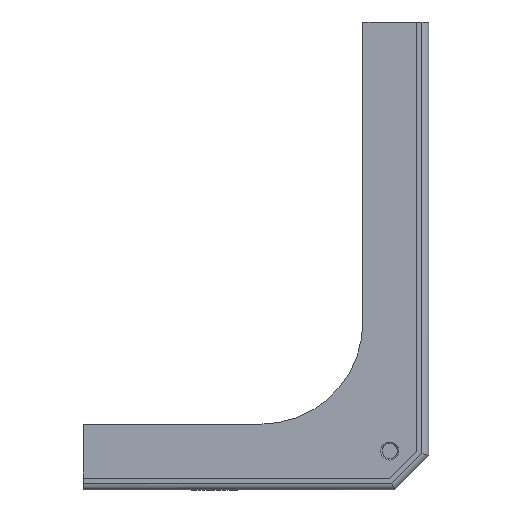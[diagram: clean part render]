
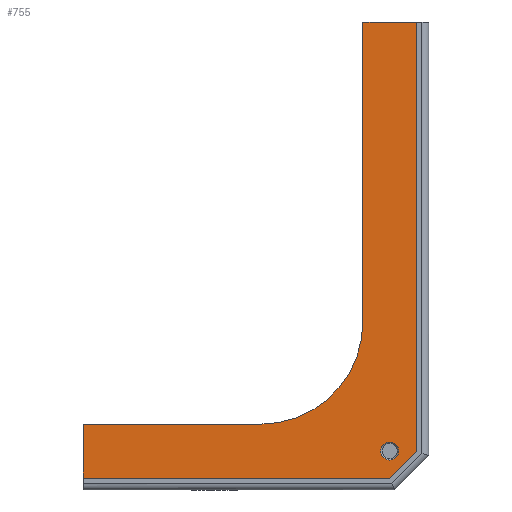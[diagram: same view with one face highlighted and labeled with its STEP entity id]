
A CAD part, left-side view. The second image highlights one B-rep face of the part: STEP entity #755.
In plain terms, the highlighted planar face has unit normal (-1, 0, 0).
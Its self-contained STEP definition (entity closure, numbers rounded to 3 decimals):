
#21=FACE_BOUND('',#127,.T.);
#40=PLANE('',#827);
#81=FACE_OUTER_BOUND('',#126,.T.);
#126=EDGE_LOOP('',(#670,#671,#672,#673,#674,#675,#676,#677));
#127=EDGE_LOOP('',(#678));
#148=CIRCLE('',#791,30.);
#164=CIRCLE('',#825,2.65);
#182=LINE('',#1105,#260);
#194=LINE('',#1137,#272);
#203=LINE('',#1158,#281);
#236=LINE('',#1257,#314);
#237=LINE('',#1259,#315);
#238=LINE('',#1261,#316);
#239=LINE('',#1262,#317);
#260=VECTOR('',#880,10.);
#272=VECTOR('',#908,10.);
#281=VECTOR('',#927,10.);
#314=VECTOR('',#1030,10.);
#315=VECTOR('',#1031,10.);
#316=VECTOR('',#1032,10.);
#317=VECTOR('',#1033,10.);
#337=VERTEX_POINT('',#1102);
#338=VERTEX_POINT('',#1104);
#349=VERTEX_POINT('',#1134);
#350=VERTEX_POINT('',#1136);
#356=VERTEX_POINT('',#1151);
#357=VERTEX_POINT('',#1153);
#387=VERTEX_POINT('',#1251);
#389=VERTEX_POINT('',#1258);
#390=VERTEX_POINT('',#1260);
#412=EDGE_CURVE('',#337,#338,#182,.T.);
#428=EDGE_CURVE('',#350,#349,#194,.T.);
#436=EDGE_CURVE('',#356,#357,#148,.T.);
#439=EDGE_CURVE('',#356,#338,#203,.T.);
#486=EDGE_CURVE('',#387,#387,#164,.T.);
#489=EDGE_CURVE('',#349,#357,#236,.T.);
#490=EDGE_CURVE('',#337,#389,#237,.T.);
#491=EDGE_CURVE('',#389,#390,#238,.T.);
#492=EDGE_CURVE('',#390,#350,#239,.T.);
#670=ORIENTED_EDGE('',*,*,#428,.T.);
#671=ORIENTED_EDGE('',*,*,#489,.T.);
#672=ORIENTED_EDGE('',*,*,#436,.F.);
#673=ORIENTED_EDGE('',*,*,#439,.T.);
#674=ORIENTED_EDGE('',*,*,#412,.F.);
#675=ORIENTED_EDGE('',*,*,#490,.T.);
#676=ORIENTED_EDGE('',*,*,#491,.T.);
#677=ORIENTED_EDGE('',*,*,#492,.T.);
#678=ORIENTED_EDGE('',*,*,#486,.F.);
#755=ADVANCED_FACE('',(#81,#21),#40,.T.);
#791=AXIS2_PLACEMENT_3D('',#1154,#921,#922);
#825=AXIS2_PLACEMENT_3D('',#1252,#1023,#1024);
#827=AXIS2_PLACEMENT_3D('',#1256,#1028,#1029);
#880=DIRECTION('',(0.,0.,1.));
#908=DIRECTION('',(0.,1.,0.));
#921=DIRECTION('center_axis',(-1.,0.,0.));
#922=DIRECTION('ref_axis',(0.,-0.707,-0.707));
#927=DIRECTION('',(0.,1.,0.));
#1023=DIRECTION('center_axis',(-1.,0.,0.));
#1024=DIRECTION('ref_axis',(0.,0.,-1.));
#1028=DIRECTION('center_axis',(-1.,0.,0.));
#1029=DIRECTION('ref_axis',(0.,0.,1.));
#1030=DIRECTION('',(0.,0.,-1.));
#1031=DIRECTION('',(0.,-1.,0.));
#1032=DIRECTION('',(0.,-0.707,0.707));
#1033=DIRECTION('',(0.,0.,1.));
#1102=CARTESIAN_POINT('',(395.603,601.592,3.5));
#1104=CARTESIAN_POINT('',(395.603,601.592,19.363));
#1105=CARTESIAN_POINT('',(395.603,601.592,98.581));
#1134=CARTESIAN_POINT('',(395.601,519.356,137.641));
#1136=CARTESIAN_POINT('',(395.6,503.493,137.64));
#1137=CARTESIAN_POINT('',(395.602,560.477,137.644));
#1151=CARTESIAN_POINT('',(395.602,549.358,19.363));
#1153=CARTESIAN_POINT('',(395.601,519.358,49.362));
#1154=CARTESIAN_POINT('Origin',(395.602,549.358,49.363));
#1158=CARTESIAN_POINT('',(395.601,519.358,19.363));
#1251=CARTESIAN_POINT('',(395.6,511.446,14.1));
#1252=CARTESIAN_POINT('Origin',(395.6,511.446,11.45));
#1256=CARTESIAN_POINT('Origin',(395.603,601.592,177.8));
#1257=CARTESIAN_POINT('',(395.601,519.352,336.237));
#1258=CARTESIAN_POINT('',(395.6,511.446,3.5));
#1259=CARTESIAN_POINT('',(395.602,556.519,3.5));
#1260=CARTESIAN_POINT('',(395.6,503.496,11.45));
#1261=CARTESIAN_POINT('',(395.6,486.433,28.512));
#1262=CARTESIAN_POINT('',(395.6,503.49,260.974));
